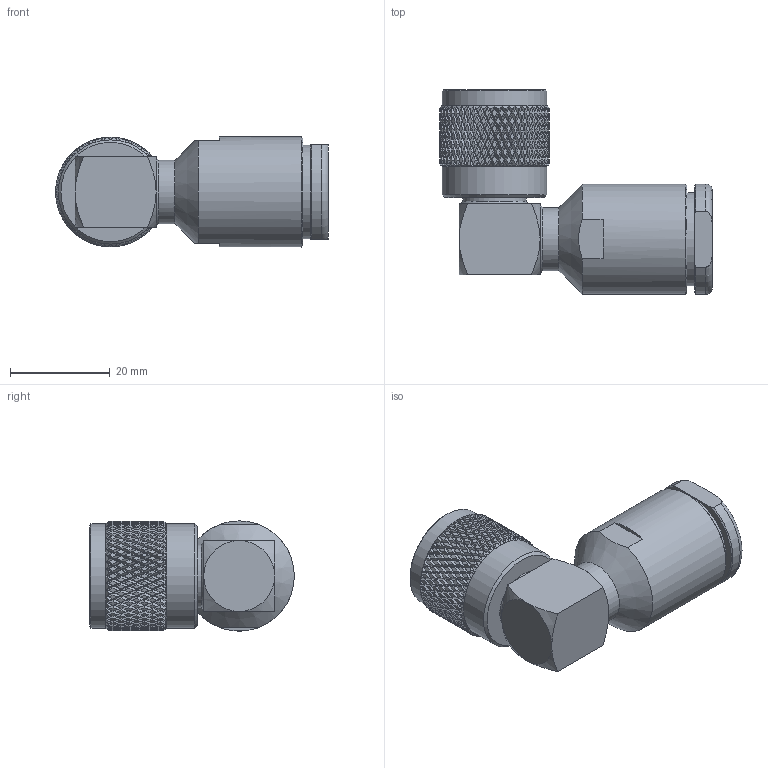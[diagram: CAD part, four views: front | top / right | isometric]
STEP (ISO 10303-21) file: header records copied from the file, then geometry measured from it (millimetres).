
FILE_DESCRIPTION (( 'STEP AP203' ), '1' );
FILE_NAME ('PE45307.step', '2020-01-16T15:01:13', ( '' ), ( '' ), 'SwSTEP 2.0', 'SolidWorks 2018', '' );
FILE_SCHEMA (( 'CONFIG_CONTROL_DESIGN' ));
Length unit declared in the file: inch
Products named in the file (1): PE45307
Bounding box: 54.69 x 41.04 x 22.1 mm (x, y, z)
Volume: 17020.7 mm3; surface area: 9721.2 mm2
Topology: 1 solids, 1 shells, 2275 faces, 4834 edges, 2573 vertices
Faces by surface type: bspline 1731, cylinder 459, plane 54, cone 29, torus 2
Full cylindrical faces by diameter (mm): 1.593 x1, 2.54 x1, 7.874 x1, 12.7 x1, 12.701 x1, 12.954 x1, 13.97 x1, 14.224 x1, 18.696 x1, 20.923 x2, 22.098 x1
Entity records: 98823 total; most frequent: CARTESIAN_POINT 69384, ORIENTED_EDGE 9600, EDGE_CURVE 4800, VERTEX_POINT 2564, EDGE_LOOP 2312, FACE_OUTER_BOUND 2287, ADVANCED_FACE 2275, B_SPLINE_CURVE_WITH_KNOTS 2060
